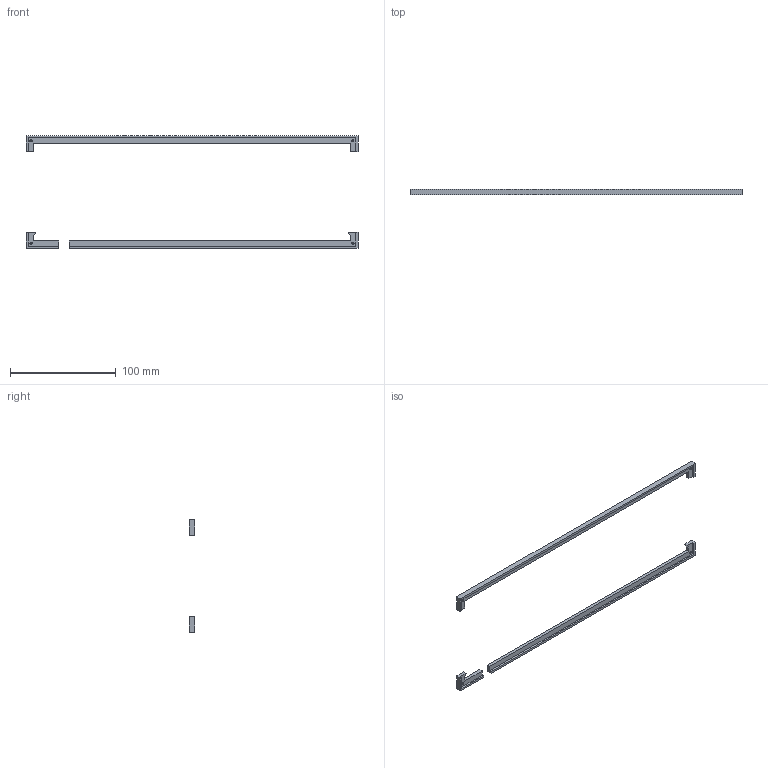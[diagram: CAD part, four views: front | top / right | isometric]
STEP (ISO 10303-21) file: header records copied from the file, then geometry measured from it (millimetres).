
FILE_DESCRIPTION (( 'STEP AP203' ), '1' );
FILE_NAME ('Stowe-Danger-Keyboard_Shell-Top.STEP', '2026-01-26T22:12:15', ( '' ), ( '' ), 'SwSTEP 2.0', 'SolidWorks 2025', '' );
FILE_SCHEMA (( 'CONFIG_CONTROL_DESIGN' ));
Length unit declared in the file: millimetre
Products named in the file (1): Stowe-Danger-Keyboard_Shell-Top
Bounding box: 313.48 x 5 x 106.43 mm (x, y, z)
Volume: 17567.3 mm3; surface area: 15897.5 mm2
Topology: 3 solids, 3 shells, 46 faces, 120 edges, 80 vertices
Faces by surface type: plane 38, cylinder 8
Entity records: 1489 total; most frequent: CARTESIAN_POINT 247, ORIENTED_EDGE 240, DIRECTION 230, EDGE_CURVE 120, LINE 104, VECTOR 104, VERTEX_POINT 80, AXIS2_PLACEMENT_3D 63
